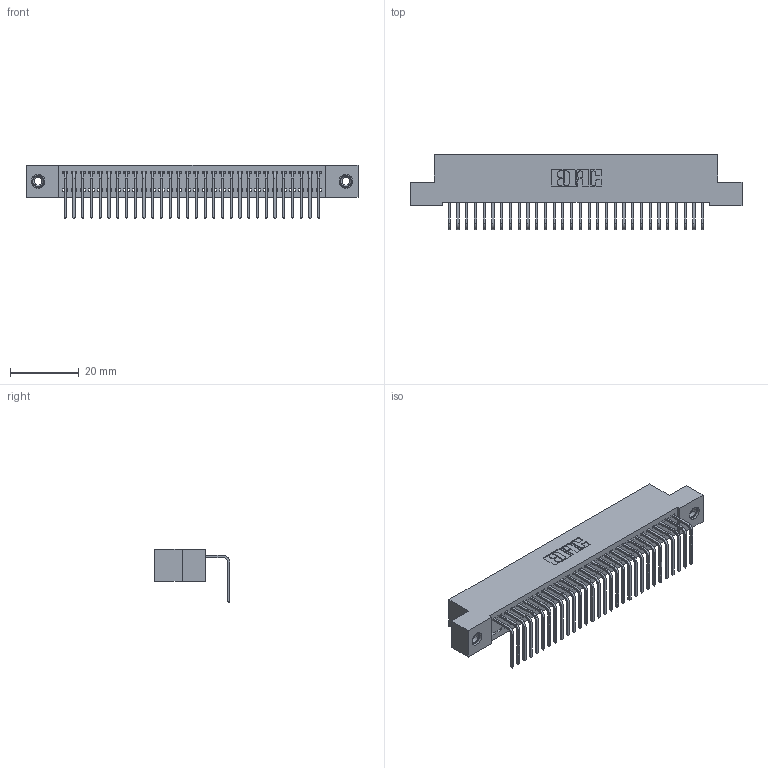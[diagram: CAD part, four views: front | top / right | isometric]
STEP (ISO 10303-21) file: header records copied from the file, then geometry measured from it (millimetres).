
FILE_DESCRIPTION (( 'STEP AP203' ), '1' );
FILE_NAME ('392-030-558-108.STEP', '2019-10-07T13:45:29', ( '' ), ( '' ), 'SwSTEP 2.0', 'SolidWorks 2016', '' );
FILE_SCHEMA (( 'CONFIG_CONTROL_DESIGN' ));
Length unit declared in the file: inch
Products named in the file (4): 342 Part_TI; 345-292-001_558 Tail - 2; 345-250-001_345-250-003-102; 392-030-558-108
Assembly tree (33 placements, depth 2):
  392-030-558-108
    342 Part_TI
    345-292-001_558 Tail - 2  x30
    345-250-001_345-250-003-102  x2
Bounding box: 96.52 x 21.91 x 15.62 mm (x, y, z)
Volume: 8512.9 mm3; surface area: 12862.3 mm2
Topology: 33 solids, 33 shells, 1970 faces, 5895 edges, 3882 vertices
Faces by surface type: plane 1418, cylinder 536, cone 12, torus 4
Entity records: 21030 total; most frequent: CARTESIAN_POINT 3611, ORIENTED_EDGE 3570, DIRECTION 3103, EDGE_CURVE 1785, LINE 1637, VECTOR 1637, VERTEX_POINT 1184, AXIS2_PLACEMENT_3D 733
